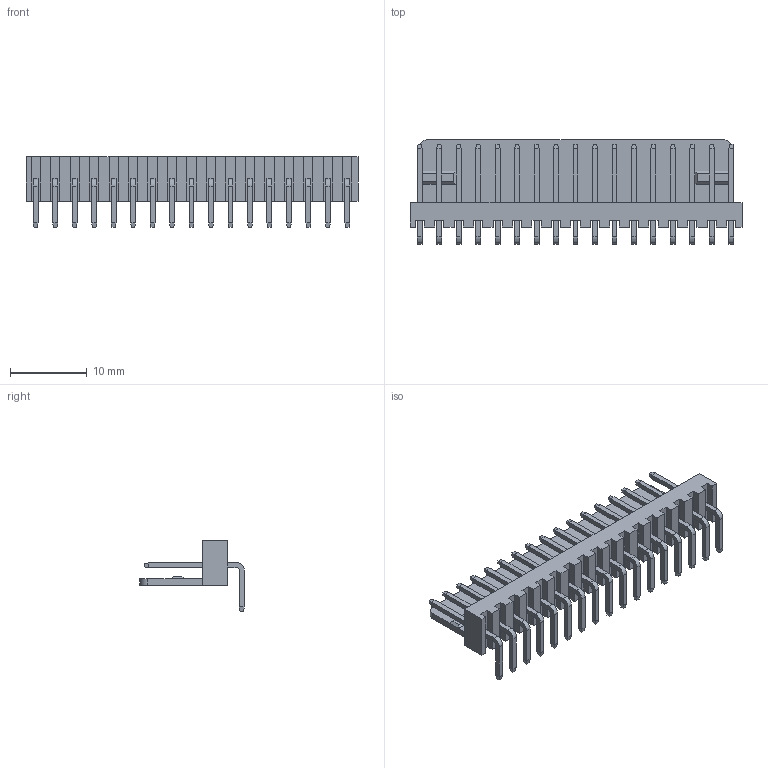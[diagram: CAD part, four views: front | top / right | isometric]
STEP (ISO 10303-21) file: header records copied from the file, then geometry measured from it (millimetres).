
FILE_DESCRIPTION (( 'STEP AP203' ), '1' );
FILE_NAME ('11634, SWR25X-NRTC-S17-RB-BA.STEP', '2015-05-20T02:17:22', ( '' ), ( '' ), 'SwSTEP 2.0', 'SolidWorks 2012', '' );
FILE_SCHEMA (( 'CONFIG_CONTROL_DESIGN' ));
Length unit declared in the file: millimetre
Products named in the file (1): 11634, SWR25X-NRTC-S17-RB-BA
Bounding box: 43.3 x 13.62 x 9.2 mm (x, y, z)
Volume: 1096 mm3; surface area: 2360.9 mm2
Topology: 3 solids, 3 shells, 532 faces, 1280 edges, 784 vertices
Faces by surface type: plane 496, cylinder 36
Entity records: 15013 total; most frequent: CARTESIAN_POINT 2597, ORIENTED_EDGE 2560, DIRECTION 2418, EDGE_CURVE 1280, LINE 1208, VECTOR 1208, VERTEX_POINT 784, AXIS2_PLACEMENT_3D 605
